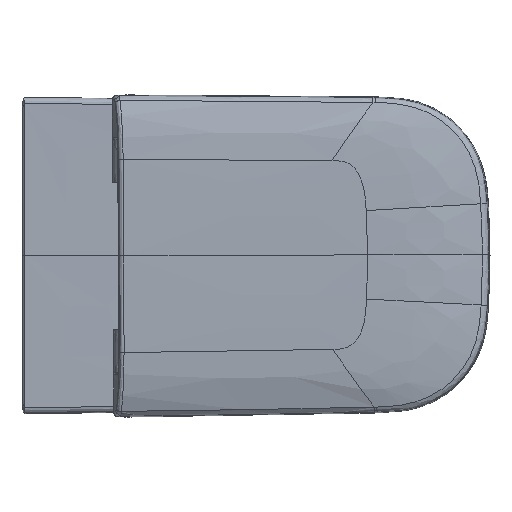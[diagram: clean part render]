
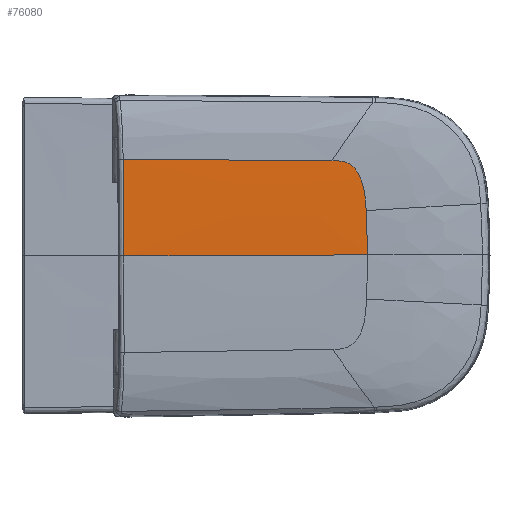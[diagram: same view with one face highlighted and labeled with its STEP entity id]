
A CAD part, top view. The second image highlights one B-rep face of the part: STEP entity #76080.
In plain terms, the highlighted free-form (B-spline) face has degree [3, 3] with [4, 4] control points.
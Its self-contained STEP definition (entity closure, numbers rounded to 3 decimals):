
#73710=CARTESIAN_POINT('',(5.243,-111.496,25.14));
#73711=VERTEX_POINT('',#73710);
#73719=CARTESIAN_POINT('',(-235.648,-108.957,24.721));
#73720=VERTEX_POINT('',#73719);
#73721=CARTESIAN_POINT('',(-235.648,-108.957,24.721));
#73722=CARTESIAN_POINT('',(-180.816,-109.799,25.021));
#73723=CARTESIAN_POINT('',(-100.521,-110.645,25.161));
#73724=CARTESIAN_POINT('',(5.243,-111.496,25.14));
#73725=B_SPLINE_CURVE_WITH_KNOTS('',3,(#73721,#73722,#73723,#73724),.UNSPECIFIED.,.F.,.U.,(4,4),(0.,0.976),.UNSPECIFIED.);
#73726=EDGE_CURVE('',#73720,#73711,#73725,.T.);
#75494=CARTESIAN_POINT('',(-276.467,0.,25.164));
#75495=VERTEX_POINT('',#75494);
#75582=CARTESIAN_POINT('',(4.943,0.,26.));
#75583=VERTEX_POINT('',#75582);
#75714=CARTESIAN_POINT('',(5.243,-111.496,25.14));
#75715=CARTESIAN_POINT('',(5.229,-108.806,25.209));
#75716=CARTESIAN_POINT('',(5.177,-103.55,25.321));
#75717=CARTESIAN_POINT('',(5.091,-87.605,25.585));
#75718=CARTESIAN_POINT('',(5.007,-63.718,25.814));
#75719=CARTESIAN_POINT('',(4.963,-37.169,25.944));
#75720=CARTESIAN_POINT('',(4.946,-15.92,25.992));
#75721=CARTESIAN_POINT('',(4.943,-5.327,26.));
#75722=CARTESIAN_POINT('',(4.943,0.,26.));
#75723=B_SPLINE_CURVE_WITH_KNOTS('',3,(#75714,#75715,#75716,#75717,#75718,#75719,#75720,#75721,#75722),.UNSPECIFIED.,.F.,.U.,(4,1,1,1,1,1,4),(8.46,9.281,10.105,13.402,16.699,18.348,19.996),.UNSPECIFIED.);
#75724=EDGE_CURVE('',#73711,#75583,#75723,.T.);
#76004=CARTESIAN_POINT('',(4.943,0.0,26.));
#76005=CARTESIAN_POINT('',(-140.129,0.0,25.99));
#76006=CARTESIAN_POINT('',(-233.918,0.0,25.711));
#76007=CARTESIAN_POINT('',(-276.467,0.0,25.164));
#76008=B_SPLINE_CURVE_WITH_KNOTS('',3,(#76004,#76005,#76006,#76007),.UNSPECIFIED.,.F.,.U.,(4,4),(0.017,0.932),.UNSPECIFIED.);
#76009=EDGE_CURVE('',#75583,#75495,#76008,.T.);
#76018=CARTESIAN_POINT('',(5.243,0.,26.));
#76019=CARTESIAN_POINT('',(-140.,0.,25.99));
#76020=CARTESIAN_POINT('',(-233.889,0.,25.712));
#76021=CARTESIAN_POINT('',(-276.467,0.,25.164));
#76022=CARTESIAN_POINT('',(5.243,-48.095,26.));
#76023=CARTESIAN_POINT('',(-140.,-48.095,25.99));
#76024=CARTESIAN_POINT('',(-233.889,-48.095,25.712));
#76025=CARTESIAN_POINT('',(-276.467,-48.095,25.164));
#76026=CARTESIAN_POINT('',(5.243,-90.235,25.684));
#76027=CARTESIAN_POINT('',(-140.,-90.235,25.674));
#76028=CARTESIAN_POINT('',(-233.888,-90.235,25.396));
#76029=CARTESIAN_POINT('',(-276.463,-90.235,24.849));
#76030=CARTESIAN_POINT('',(5.243,-111.496,25.139));
#76031=CARTESIAN_POINT('',(-140.001,-111.496,25.129));
#76032=CARTESIAN_POINT('',(-233.886,-111.496,24.851));
#76033=CARTESIAN_POINT('',(-276.456,-111.496,24.304));
#76034=B_SPLINE_SURFACE_WITH_KNOTS('',3,3,((#76018,#76022,#76026,#76030),(#76019,#76023,#76027,#76031),(#76020,#76024,#76028,#76032),(#76021,#76025,#76029,#76033)),.UNSPECIFIED.,.F.,.F.,.U.,(4,4),(4,4),(0.017,0.932),(0.0,0.836),.UNSPECIFIED.);
#76035=ORIENTED_EDGE('',*,*,#76009,.T.);
#76036=CARTESIAN_POINT('',(-275.051,-51.077,25.052));
#76037=VERTEX_POINT('',#76036);
#76038=CARTESIAN_POINT('',(-276.467,0.,25.164));
#76039=CARTESIAN_POINT('',(-276.467,-17.044,25.164));
#76040=CARTESIAN_POINT('',(-275.995,-34.07,25.132));
#76041=CARTESIAN_POINT('',(-275.051,-51.077,25.052));
#76042=B_SPLINE_CURVE_WITH_KNOTS('',3,(#76038,#76039,#76040,#76041),.UNSPECIFIED.,.F.,.U.,(4,4),(0.,1.),.UNSPECIFIED.);
#76043=EDGE_CURVE('',#75495,#76037,#76042,.T.);
#76044=ORIENTED_EDGE('',*,*,#76043,.T.);
#76045=CARTESIAN_POINT('',(-275.051,-51.077,25.052));
#76046=CARTESIAN_POINT('',(-274.899,-53.804,25.038));
#76047=CARTESIAN_POINT('',(-274.739,-56.458,25.024));
#76048=CARTESIAN_POINT('',(-274.545,-59.041,25.009));
#76049=CARTESIAN_POINT('',(-274.351,-61.623,24.995));
#76050=CARTESIAN_POINT('',(-274.124,-64.134,24.98));
#76051=CARTESIAN_POINT('',(-273.845,-66.572,24.965));
#76052=CARTESIAN_POINT('',(-273.286,-71.447,24.934));
#76053=CARTESIAN_POINT('',(-272.516,-76.028,24.902));
#76054=CARTESIAN_POINT('',(-271.454,-80.24,24.869));
#76055=CARTESIAN_POINT('',(-270.392,-84.452,24.837));
#76056=CARTESIAN_POINT('',(-269.039,-88.295,24.804));
#76057=CARTESIAN_POINT('',(-267.388,-91.67,24.775));
#76058=CARTESIAN_POINT('',(-265.736,-95.045,24.745));
#76059=CARTESIAN_POINT('',(-263.786,-97.951,24.718));
#76060=CARTESIAN_POINT('',(-261.57,-100.322,24.698));
#76061=CARTESIAN_POINT('',(-259.353,-102.693,24.678));
#76062=CARTESIAN_POINT('',(-256.87,-104.53,24.665));
#76063=CARTESIAN_POINT('',(-254.171,-105.846,24.659));
#76064=CARTESIAN_POINT('',(-251.472,-107.163,24.654));
#76065=CARTESIAN_POINT('',(-248.557,-107.959,24.658));
#76066=CARTESIAN_POINT('',(-245.462,-108.396,24.669));
#76067=CARTESIAN_POINT('',(-243.915,-108.615,24.675));
#76068=CARTESIAN_POINT('',(-242.323,-108.744,24.682));
#76069=CARTESIAN_POINT('',(-240.688,-108.822,24.691));
#76070=CARTESIAN_POINT('',(-239.052,-108.901,24.7));
#76071=CARTESIAN_POINT('',(-237.372,-108.929,24.71));
#76072=CARTESIAN_POINT('',(-235.648,-108.956,24.721));
#76073=B_SPLINE_CURVE_WITH_KNOTS('',3,(#76045,#76046,#76047,#76048,#76049,#76050,#76051,#76052,#76053,#76054,#76055,#76056,#76057,#76058,#76059,#76060,#76061,#76062,#76063,#76064,#76065,#76066,#76067,#76068,#76069,#76070,#76071,#76072),.UNSPECIFIED.,.F.,.U.,(4,3,3,3,3,3,3,3,3,4),(-1.,-0.929,-0.857,-0.714,-0.571,-0.429,-0.286,-0.143,-0.071,0.),.UNSPECIFIED.);
#76074=EDGE_CURVE('',#76037,#73720,#76073,.T.);
#76075=ORIENTED_EDGE('',*,*,#76074,.T.);
#76076=ORIENTED_EDGE('',*,*,#73726,.T.);
#76077=ORIENTED_EDGE('',*,*,#75724,.T.);
#76078=EDGE_LOOP('',(#76035,#76044,#76075,#76076,#76077));
#76079=FACE_OUTER_BOUND('',#76078,.T.);
#76080=ADVANCED_FACE('',(#76079),#76034,.T.);
